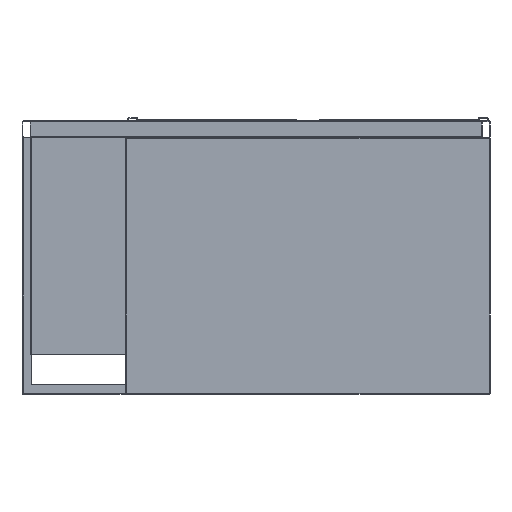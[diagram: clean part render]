
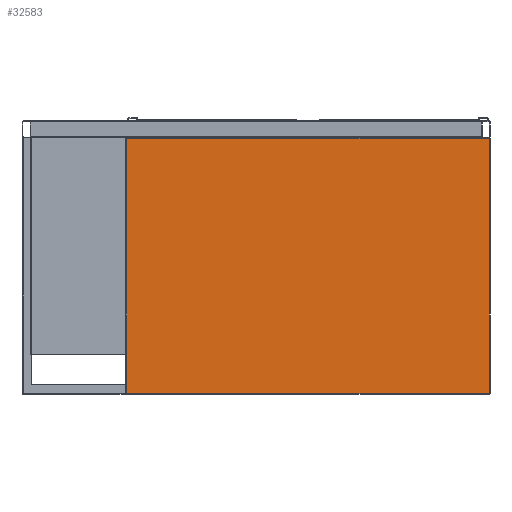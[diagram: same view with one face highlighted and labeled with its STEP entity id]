
A CAD part, front view. The second image highlights one B-rep face of the part: STEP entity #32583.
In plain terms, the highlighted planar face has unit normal (0, -1, 0).
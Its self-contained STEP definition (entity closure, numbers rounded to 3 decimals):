
#271 = VECTOR ( 'NONE', #1575, 1000. ) ;
#1575 = DIRECTION ( 'NONE',  ( -1., 0., 0. ) ) ;
#2451 = VECTOR ( 'NONE', #32396, 1000. ) ;
#3538 = VECTOR ( 'NONE', #21370, 1000. ) ;
#4845 = FACE_OUTER_BOUND ( 'NONE', #26151, .T. ) ;
#5206 = CARTESIAN_POINT ( 'NONE',  ( -440., -325., -660. ) ) ;
#6378 = EDGE_CURVE ( 'NONE', #22967, #12860, #23645, .T. ) ;
#6837 = DIRECTION ( 'NONE',  ( 0., 0., -1. ) ) ;
#7274 = EDGE_CURVE ( 'NONE', #12860, #26770, #23917, .T. ) ;
#7800 = PLANE ( 'NONE',  #10009 ) ;
#9109 = ORIENTED_EDGE ( 'NONE', *, *, #17666, .T. ) ;
#9875 = CARTESIAN_POINT ( 'NONE',  ( -440., -325., -658. ) ) ;
#10009 = AXIS2_PLACEMENT_3D ( 'NONE', #5206, #30671, #27554 ) ;
#12842 = LINE ( 'NONE', #24119, #3538 ) ;
#12860 = VERTEX_POINT ( 'NONE', #22271 ) ;
#15694 = CARTESIAN_POINT ( 'NONE',  ( -438., -325., -660. ) ) ;
#17666 = EDGE_CURVE ( 'NONE', #35108, #22967, #26879, .T. ) ;
#18111 = ORIENTED_EDGE ( 'NONE', *, *, #7274, .T. ) ;
#21370 = DIRECTION ( 'NONE',  ( 0., 0., 1. ) ) ;
#21867 = VECTOR ( 'NONE', #6837, 1000. ) ;
#22271 = CARTESIAN_POINT ( 'NONE',  ( -438., -325., -658. ) ) ;
#22918 = ORIENTED_EDGE ( 'NONE', *, *, #23870, .T. ) ;
#22967 = VERTEX_POINT ( 'NONE', #33057 ) ;
#23645 = LINE ( 'NONE', #15694, #21867 ) ;
#23870 = EDGE_CURVE ( 'NONE', #26770, #35108, #12842, .T. ) ;
#23917 = LINE ( 'NONE', #9875, #2451 ) ;
#24119 = CARTESIAN_POINT ( 'NONE',  ( 438., -325., -660. ) ) ;
#26151 = EDGE_LOOP ( 'NONE', ( #9109, #34963, #18111, #22918 ) ) ;
#26770 = VERTEX_POINT ( 'NONE', #33010 ) ;
#26879 = LINE ( 'NONE', #34833, #271 ) ;
#27554 = DIRECTION ( 'NONE',  ( 0., 0., -1. ) ) ;
#30671 = DIRECTION ( 'NONE',  ( 0., -1., 0. ) ) ;
#32396 = DIRECTION ( 'NONE',  ( 1., 0., 0. ) ) ;
#32558 = CARTESIAN_POINT ( 'NONE',  ( 438., -325., -42. ) ) ;
#32583 = ADVANCED_FACE ( 'Fl�che8', ( #4845 ), #7800, .T. ) ;
#33010 = CARTESIAN_POINT ( 'NONE',  ( 438., -325., -658. ) ) ;
#33057 = CARTESIAN_POINT ( 'NONE',  ( -438., -325., -42. ) ) ;
#34833 = CARTESIAN_POINT ( 'NONE',  ( -440., -325., -42. ) ) ;
#34963 = ORIENTED_EDGE ( 'NONE', *, *, #6378, .T. ) ;
#35108 = VERTEX_POINT ( 'NONE', #32558 ) ;
